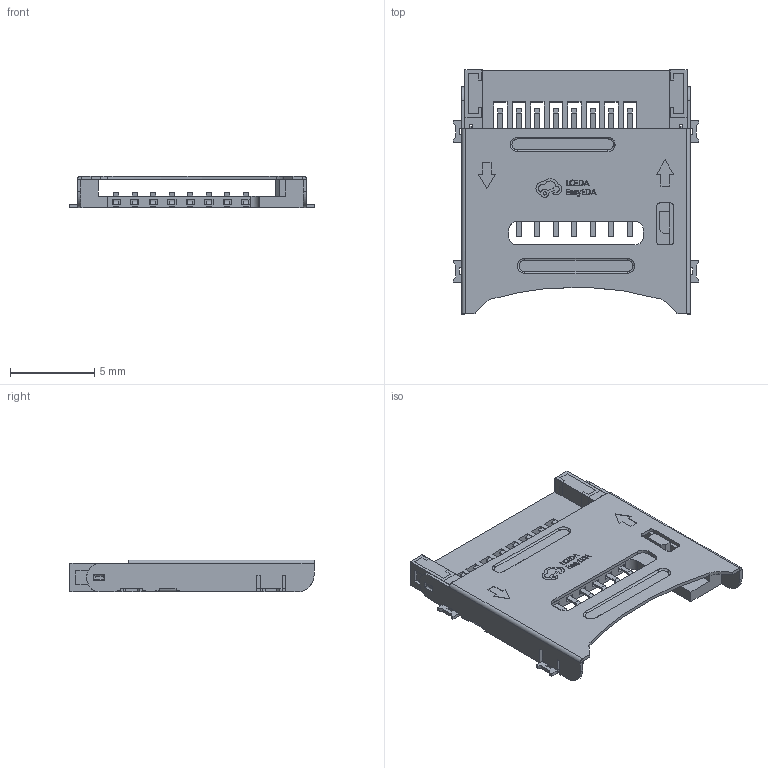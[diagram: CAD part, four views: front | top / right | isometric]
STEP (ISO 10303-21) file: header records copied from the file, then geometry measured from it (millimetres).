
FILE_DESCRIPTION(('Open CASCADE Model'),'2;1');
FILE_NAME('Open CASCADE Shape Model','2025-10-16T00:54:03',('Author'),( 'Open CASCADE'),'Open CASCADE STEP processor 7.8','Open CASCADE 7.8' ,'Unknown');
FILE_SCHEMA(('AUTOMOTIVE_DESIGN { 1 0 10303 214 1 1 1 1 }'));
Length unit declared in the file: millimetre
Products named in the file (1): COMPOUND
Bounding box: 14.6 x 14.5 x 1.9 mm (x, y, z)
Volume: 119 mm3; surface area: 861.2 mm2
Topology: 12 solids, 12 shells, 903 faces, 2493 edges, 1638 vertices
Faces by surface type: bspline 903
Entity records: 33126 total; most frequent: CARTESIAN_POINT 11535, ORIENTED_EDGE 4986, EDGE_CURVE 2493, B_SPLINE_CURVE_WITH_KNOTS 2287, VERTEX_POINT 1638, FACE_BOUND 1015, EDGE_LOOP 1015, PRESENTATION_STYLE_ASSIGNMENT 915
